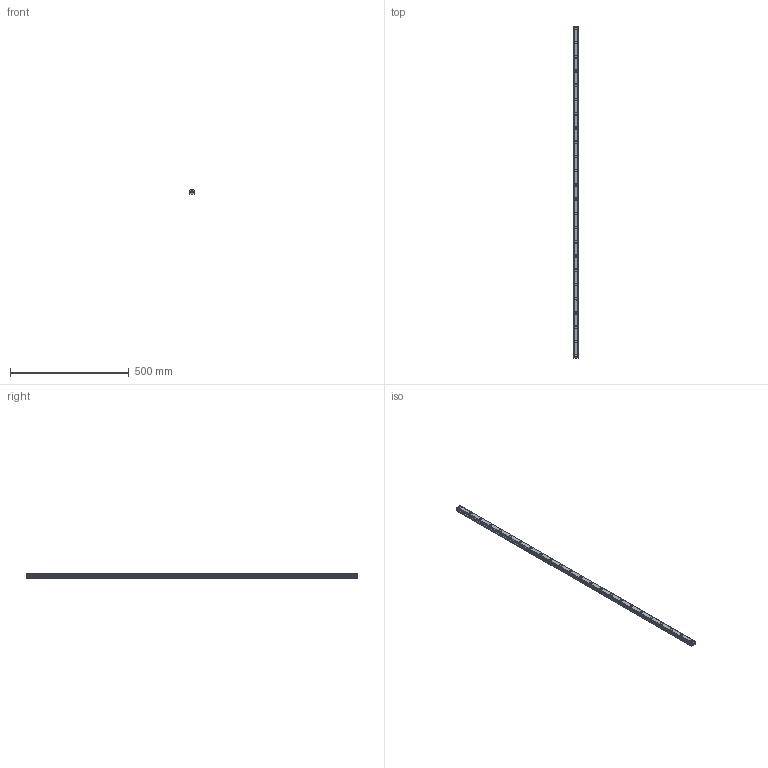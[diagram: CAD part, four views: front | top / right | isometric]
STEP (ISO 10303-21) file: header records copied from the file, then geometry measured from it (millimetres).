
FILE_DESCRIPTION(('STEP AP214'),'1');
FILE_NAME('cctmp_08FDC3C0-AF9F-46CB-ABFF-5157F2F4D70A_2021_02_09_13_57_48_0578..stp','2021-02-09T12:57:48',('HIWIN GmbH'),('CADClick - www.CADClick.com'),'Spatial InterOp 3D',' ','unknown authorization');
FILE_SCHEMA(('AUTOMOTIVE_DESIGN'));
Length unit declared in the file: millimetre
Products named in the file (1): EGR25R1400C_FILE
Bounding box: 23 x 1400 x 18 mm (x, y, z)
Volume: 480782.4 mm3; surface area: 130863.6 mm2
Topology: 1 solids, 1 shells, 393 faces, 1017 edges, 678 vertices
Faces by surface type: plane 229, cylinder 164
Entity records: 15419 total; most frequent: DIRECTION 2325, CARTESIAN_POINT 2089, ORIENTED_EDGE 2034, EDGE_CURVE 1017, AXIS2_PLACEMENT_3D 914, VERTEX_POINT 678, LINE 497, VECTOR 497
